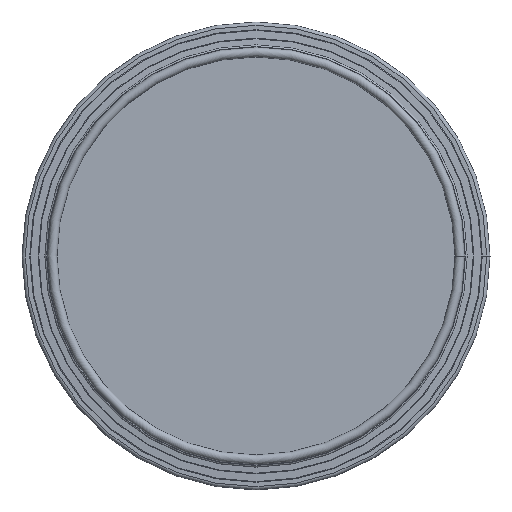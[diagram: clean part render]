
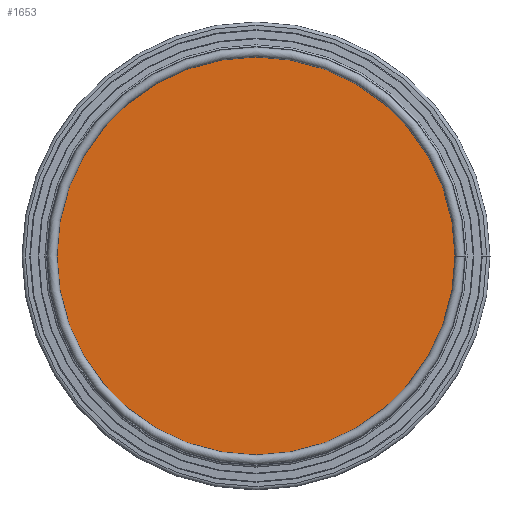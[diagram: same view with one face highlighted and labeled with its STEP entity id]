
A CAD part, front view. The second image highlights one B-rep face of the part: STEP entity #1653.
In plain terms, the highlighted planar face has unit normal (0, -1, 0).
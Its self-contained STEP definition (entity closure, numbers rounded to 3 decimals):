
#1624=CARTESIAN_POINT('',(-68.525,0.0,0.));
#1625=VERTEX_POINT('',#1624);
#1626=CARTESIAN_POINT('',(0.0,0.0,0.0));
#1627=DIRECTION('',(0.0,-1.0,0.0));
#1628=DIRECTION('',(1.0,0.0,0.0));
#1629=AXIS2_PLACEMENT_3D('',#1626,#1627,#1628);
#1630=CIRCLE('',#1629,68.525);
#1631=EDGE_CURVE('',#1625,#1625,#1630,.T.);
#1645=CARTESIAN_POINT('',(0.0,0.0,0.0));
#1646=DIRECTION('',(0.0,-1.0,0.0));
#1647=DIRECTION('',(0.0,0.0,-1.0));
#1648=AXIS2_PLACEMENT_3D('',#1645,#1646,#1647);
#1649=PLANE('',#1648);
#1650=ORIENTED_EDGE('',*,*,#1631,.T.);
#1651=EDGE_LOOP('',(#1650));
#1652=FACE_OUTER_BOUND('',#1651,.T.);
#1653=ADVANCED_FACE('',(#1652),#1649,.T.);
